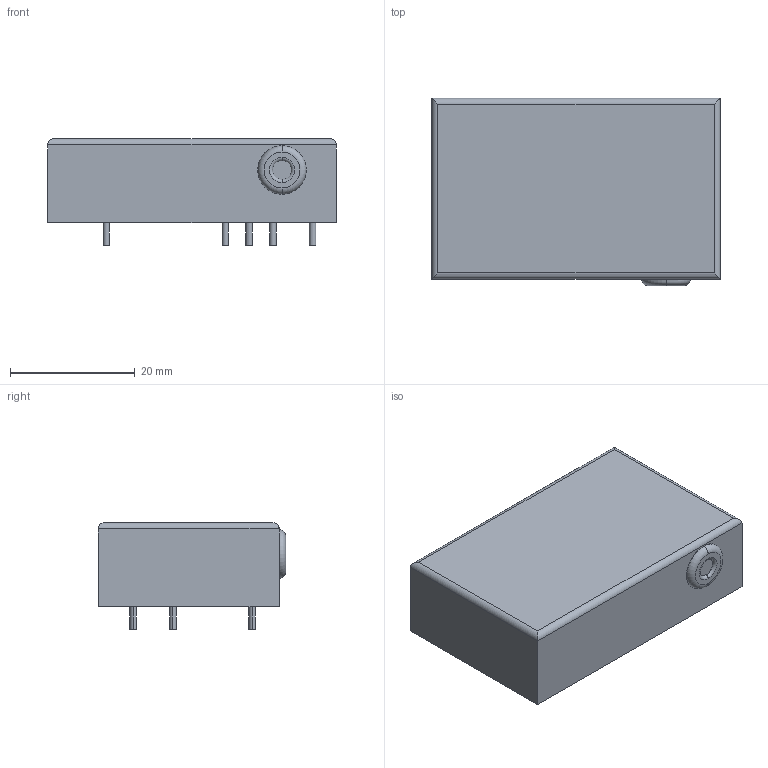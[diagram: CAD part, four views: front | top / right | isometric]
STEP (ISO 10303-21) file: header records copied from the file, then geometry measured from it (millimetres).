
FILE_DESCRIPTION((''),'2;1');
FILE_NAME('PWS_EMCO_CA-T.stp','2013-10-31T13:46:36',(''),(''),'Mechanical Desktop 2011','Mechanical Desktop 2011',', , ');
FILE_SCHEMA(('AUTOMOTIVE_DESIGN { 1 2 10303 214 1 1 1 1 }'));
Length unit declared in the file: millimetre
Products named in the file (1): Product
Bounding box: 46.22 x 30 x 17.06 mm (x, y, z)
Volume: 17896.7 mm3; surface area: 7566.6 mm2
Topology: 12 solids, 12 shells, 86 faces, 172 edges, 114 vertices
Faces by surface type: plane 48, cylinder 34, torus 4
Entity records: 2317 total; most frequent: DIRECTION 424, CARTESIAN_POINT 373, ORIENTED_EDGE 344, EDGE_CURVE 172, AXIS2_PLACEMENT_3D 165, VERTEX_POINT 114, VECTOR 94, LINE 94
